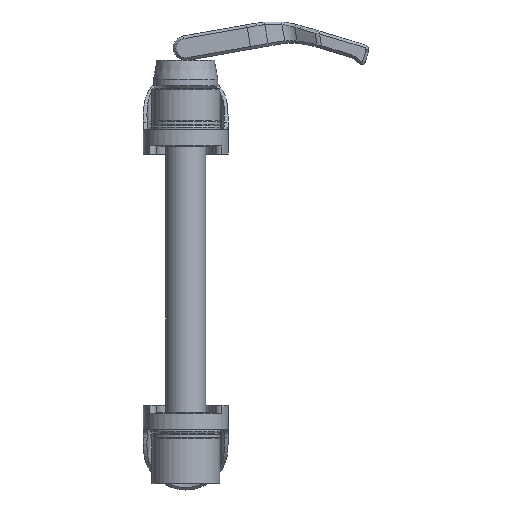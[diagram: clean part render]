
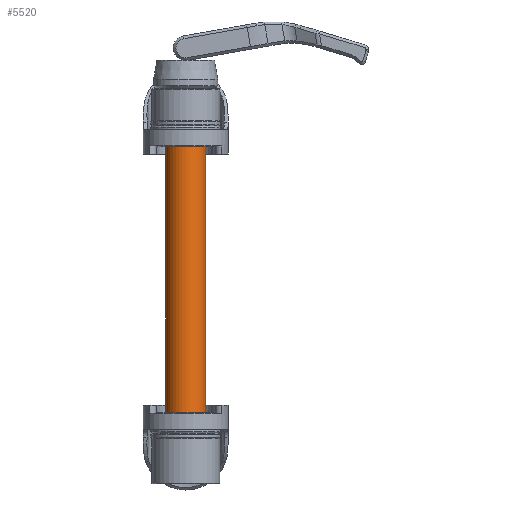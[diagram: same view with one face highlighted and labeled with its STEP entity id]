
A CAD part, front view. The second image highlights one B-rep face of the part: STEP entity #5520.
In plain terms, the highlighted cylindrical face has radius 7.5 mm (diameter 15 mm), a partial arc.
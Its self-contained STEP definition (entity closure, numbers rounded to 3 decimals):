
#26 = CIRCLE ( 'NONE', #3902, 7.5 ) ;
#101 = CARTESIAN_POINT ( 'NONE',  ( 148.5, 0., 0. ) ) ;
#185 = DIRECTION ( 'NONE',  ( 0., 0., 1. ) ) ;
#186 = EDGE_CURVE ( 'NONE', #5716, #1625, #745, .T. ) ;
#219 = CARTESIAN_POINT ( 'NONE',  ( 0., 0., -7.5 ) ) ;
#601 = DIRECTION ( 'NONE',  ( 0., 0., 1. ) ) ;
#745 = CIRCLE ( 'NONE', #2250, 7.5 ) ;
#763 = CARTESIAN_POINT ( 'NONE',  ( 148.5, 0., -7.5 ) ) ;
#917 = ORIENTED_EDGE ( 'NONE', *, *, #6337, .F. ) ;
#1026 = EDGE_CURVE ( 'NONE', #1428, #1625, #2323, .T. ) ;
#1261 = ORIENTED_EDGE ( 'NONE', *, *, #2822, .T. ) ;
#1369 = CARTESIAN_POINT ( 'NONE',  ( 30., 0., 0. ) ) ;
#1372 = DIRECTION ( 'NONE',  ( -1., 0., 0. ) ) ;
#1428 = VERTEX_POINT ( 'NONE', #4406 ) ;
#1447 = CARTESIAN_POINT ( 'NONE',  ( 30., 0., -7.5 ) ) ;
#1625 = VERTEX_POINT ( 'NONE', #4073 ) ;
#1894 = EDGE_LOOP ( 'NONE', ( #917, #1261, #3211, #4257 ) ) ;
#2038 = LINE ( 'NONE', #219, #3678 ) ;
#2250 = AXIS2_PLACEMENT_3D ( 'NONE', #1369, #5956, #2430 ) ;
#2323 = LINE ( 'NONE', #4390, #5557 ) ;
#2430 = DIRECTION ( 'NONE',  ( 0., 0., 1. ) ) ;
#2822 = EDGE_CURVE ( 'NONE', #6386, #1428, #26, .T. ) ;
#3190 = CARTESIAN_POINT ( 'NONE',  ( 0., 0., 0. ) ) ;
#3200 = AXIS2_PLACEMENT_3D ( 'NONE', #3190, #4205, #185 ) ;
#3211 = ORIENTED_EDGE ( 'NONE', *, *, #1026, .T. ) ;
#3222 = DIRECTION ( 'NONE',  ( -1., 0., 0. ) ) ;
#3613 = DIRECTION ( 'NONE',  ( -1., 0., 0. ) ) ;
#3678 = VECTOR ( 'NONE', #3222, 1000. ) ;
#3902 = AXIS2_PLACEMENT_3D ( 'NONE', #101, #3613, #601 ) ;
#4073 = CARTESIAN_POINT ( 'NONE',  ( 30., 0., 7.5 ) ) ;
#4205 = DIRECTION ( 'NONE',  ( -1., 0., 0. ) ) ;
#4257 = ORIENTED_EDGE ( 'NONE', *, *, #186, .F. ) ;
#4390 = CARTESIAN_POINT ( 'NONE',  ( 0., 0., 7.5 ) ) ;
#4406 = CARTESIAN_POINT ( 'NONE',  ( 148.5, 0., 7.5 ) ) ;
#4546 = CYLINDRICAL_SURFACE ( 'NONE', #3200, 7.5 ) ;
#4696 = FACE_OUTER_BOUND ( 'NONE', #1894, .T. ) ;
#5520 = ADVANCED_FACE ( 'NONE', ( #4696 ), #4546, .T. ) ;
#5557 = VECTOR ( 'NONE', #1372, 1000. ) ;
#5716 = VERTEX_POINT ( 'NONE', #1447 ) ;
#5956 = DIRECTION ( 'NONE',  ( -1., 0., 0. ) ) ;
#6337 = EDGE_CURVE ( 'NONE', #6386, #5716, #2038, .T. ) ;
#6386 = VERTEX_POINT ( 'NONE', #763 ) ;
